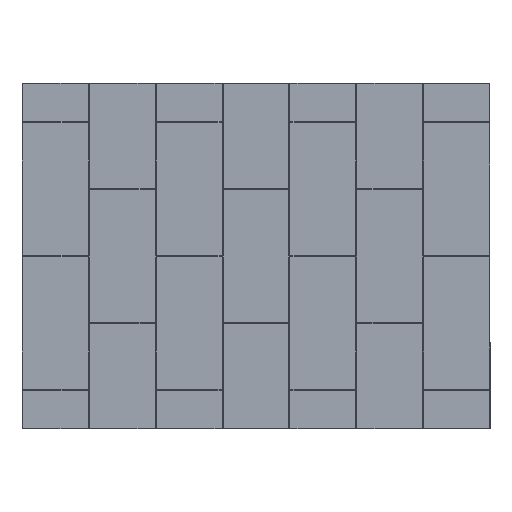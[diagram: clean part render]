
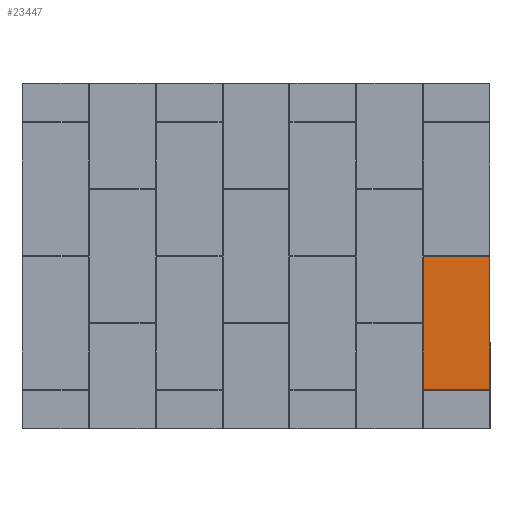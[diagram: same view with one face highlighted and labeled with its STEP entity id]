
A CAD part, top view. The second image highlights one B-rep face of the part: STEP entity #23447.
In plain terms, the highlighted planar face has unit normal (0, 0, 1).
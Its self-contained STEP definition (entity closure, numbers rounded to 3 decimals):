
#915 = AXIS2_PLACEMENT_3D ( 'NONE', #29438, #29101, #23777 ) ;
#2333 = DIRECTION ( 'NONE',  ( 1., 0., 0. ) ) ;
#2592 = ORIENTED_EDGE ( 'NONE', *, *, #7633, .T. ) ;
#2812 = LINE ( 'NONE', #5150, #28668 ) ;
#3154 = CARTESIAN_POINT ( 'NONE',  ( 1218.235, -607.446, 4.763 ) ) ;
#3571 = EDGE_LOOP ( 'NONE', ( #2592, #8974, #16321, #23403, #16503, #18508 ) ) ;
#3988 = EDGE_CURVE ( 'NONE', #22344, #28297, #2812, .T. ) ;
#4074 = CARTESIAN_POINT ( 'NONE',  ( 916.554, -607.2, 4.762 ) ) ;
#4231 = CARTESIAN_POINT ( 'NONE',  ( 916.564, -2.325, 4.762 ) ) ;
#4728 = CARTESIAN_POINT ( 'NONE',  ( 916.555, -2.367, 4.762 ) ) ;
#4742 = CARTESIAN_POINT ( 'NONE',  ( 916.654, -607.399, 4.762 ) ) ;
#4981 = DIRECTION ( 'NONE',  ( 0., -1., 0. ) ) ;
#5150 = CARTESIAN_POINT ( 'NONE',  ( 1218.235, 0., 4.763 ) ) ;
#5623 = VERTEX_POINT ( 'NONE', #14296 ) ;
#6890 = CARTESIAN_POINT ( 'NONE',  ( 916.639, -2.209, 4.762 ) ) ;
#6901 = CARTESIAN_POINT ( 'NONE',  ( 916.554, -607.222, 4.762 ) ) ;
#7111 = B_SPLINE_CURVE_WITH_KNOTS ( 'NONE', 3,
 ( #13259, #24790, #4728, #4231, #12358, #19816, #6890, #15014, #14355, #9208 ),
 .UNSPECIFIED., .F., .F.,
 ( 4, 2, 2, 2, 4 ),
 ( 0., 0.128, 0.333, 0.662, 1. ),
 .UNSPECIFIED. ) ;
#7151 = CARTESIAN_POINT ( 'NONE',  ( 0., -607.446, 4.762 ) ) ;
#7225 = CARTESIAN_POINT ( 'NONE',  ( 916.638, -607.386, 4.762 ) ) ;
#7392 = CARTESIAN_POINT ( 'NONE',  ( 916.614, -607.362, 4.762 ) ) ;
#7633 = EDGE_CURVE ( 'NONE', #5623, #9523, #28924, .T. ) ;
#7907 = VERTEX_POINT ( 'NONE', #30724 ) ;
#8974 = ORIENTED_EDGE ( 'NONE', *, *, #26683, .F. ) ;
#9208 = CARTESIAN_POINT ( 'NONE',  ( 916.8, -2.154, 4.762 ) ) ;
#9222 = CARTESIAN_POINT ( 'NONE',  ( 916.556, -607.244, 4.762 ) ) ;
#9523 = VERTEX_POINT ( 'NONE', #31521 ) ;
#9573 = DIRECTION ( 'NONE',  ( -1., 0., 0. ) ) ;
#10908 = LINE ( 'NONE', #21036, #15152 ) ;
#11423 = EDGE_CURVE ( 'NONE', #7907, #28297, #30388, .T. ) ;
#11945 = B_SPLINE_CURVE_WITH_KNOTS ( 'NONE', 3,
 ( #27468, #14865, #22481, #17008, #19828, #32114, #4742, #7225, #24968, #19512, #7392, #29631, #31949, #26809, #14367, #9222, #6901, #4074 ),
 .UNSPECIFIED., .F., .F.,
 ( 4, 2, 2, 2, 2, 2, 2, 2, 4 ),
 ( 0., 0.169, 0.333, 0.436, 0.5, 0.564, 0.667, 0.831, 1. ),
 .UNSPECIFIED. ) ;
#12358 = CARTESIAN_POINT ( 'NONE',  ( 916.573, -2.3, 4.762 ) ) ;
#13259 = CARTESIAN_POINT ( 'NONE',  ( 916.554, -2.4, 4.762 ) ) ;
#13786 = EDGE_CURVE ( 'NONE', #22344, #27281, #10908, .T. ) ;
#14296 = CARTESIAN_POINT ( 'NONE',  ( 916.554, -2.4, 4.762 ) ) ;
#14355 = CARTESIAN_POINT ( 'NONE',  ( 916.757, -2.154, 4.762 ) ) ;
#14367 = CARTESIAN_POINT ( 'NONE',  ( 916.568, -607.285, 4.762 ) ) ;
#14865 = CARTESIAN_POINT ( 'NONE',  ( 916.778, -607.446, 4.762 ) ) ;
#15014 = CARTESIAN_POINT ( 'NONE',  ( 916.713, -2.165, 4.762 ) ) ;
#15152 = VECTOR ( 'NONE', #9573, 1000. ) ;
#16321 = ORIENTED_EDGE ( 'NONE', *, *, #11423, .T. ) ;
#16503 = ORIENTED_EDGE ( 'NONE', *, *, #13786, .T. ) ;
#17008 = CARTESIAN_POINT ( 'NONE',  ( 916.715, -607.432, 4.762 ) ) ;
#17587 = CARTESIAN_POINT ( 'NONE',  ( 1218.235, -2.154, 4.763 ) ) ;
#18508 = ORIENTED_EDGE ( 'NONE', *, *, #19666, .F. ) ;
#18805 = FACE_OUTER_BOUND ( 'NONE', #3571, .T. ) ;
#18974 = PLANE ( 'NONE',  #915 ) ;
#19512 = CARTESIAN_POINT ( 'NONE',  ( 916.62, -607.368, 4.762 ) ) ;
#19666 = EDGE_CURVE ( 'NONE', #5623, #27281, #7111, .T. ) ;
#19816 = CARTESIAN_POINT ( 'NONE',  ( 916.608, -2.24, 4.762 ) ) ;
#19828 = CARTESIAN_POINT ( 'NONE',  ( 916.695, -607.424, 4.762 ) ) ;
#21036 = CARTESIAN_POINT ( 'NONE',  ( 0., -2.154, 4.762 ) ) ;
#22344 = VERTEX_POINT ( 'NONE', #17587 ) ;
#22481 = CARTESIAN_POINT ( 'NONE',  ( 916.756, -607.444, 4.762 ) ) ;
#23403 = ORIENTED_EDGE ( 'NONE', *, *, #3988, .F. ) ;
#23447 = ADVANCED_FACE ( 'NONE', ( #18805 ), #18974, .T. ) ;
#23777 = DIRECTION ( 'NONE',  ( 1., 0., 0. ) ) ;
#24790 = CARTESIAN_POINT ( 'NONE',  ( 916.554, -2.384, 4.762 ) ) ;
#24968 = CARTESIAN_POINT ( 'NONE',  ( 916.632, -607.38, 4.762 ) ) ;
#25081 = VECTOR ( 'NONE', #2333, 1000. ) ;
#26683 = EDGE_CURVE ( 'NONE', #7907, #9523, #11945, .T. ) ;
#26809 = CARTESIAN_POINT ( 'NONE',  ( 916.576, -607.305, 4.762 ) ) ;
#26932 = DIRECTION ( 'NONE',  ( 0., -1., 0. ) ) ;
#27092 = CARTESIAN_POINT ( 'NONE',  ( 916.8, -2.154, 4.762 ) ) ;
#27281 = VERTEX_POINT ( 'NONE', #27092 ) ;
#27468 = CARTESIAN_POINT ( 'NONE',  ( 916.8, -607.446, 4.762 ) ) ;
#28297 = VERTEX_POINT ( 'NONE', #3154 ) ;
#28668 = VECTOR ( 'NONE', #4981, 1000. ) ;
#28924 = LINE ( 'NONE', #32070, #29115 ) ;
#29101 = DIRECTION ( 'NONE',  ( 0., 0., 1. ) ) ;
#29115 = VECTOR ( 'NONE', #26932, 1000. ) ;
#29438 = CARTESIAN_POINT ( 'NONE',  ( 0., 0., 4.762 ) ) ;
#29631 = CARTESIAN_POINT ( 'NONE',  ( 916.601, -607.346, 4.762 ) ) ;
#30388 = LINE ( 'NONE', #7151, #25081 ) ;
#30724 = CARTESIAN_POINT ( 'NONE',  ( 916.8, -607.446, 4.762 ) ) ;
#31521 = CARTESIAN_POINT ( 'NONE',  ( 916.554, -607.2, 4.762 ) ) ;
#31949 = CARTESIAN_POINT ( 'NONE',  ( 916.593, -607.335, 4.762 ) ) ;
#32070 = CARTESIAN_POINT ( 'NONE',  ( 916.554, 0., 4.762 ) ) ;
#32114 = CARTESIAN_POINT ( 'NONE',  ( 916.665, -607.407, 4.762 ) ) ;
